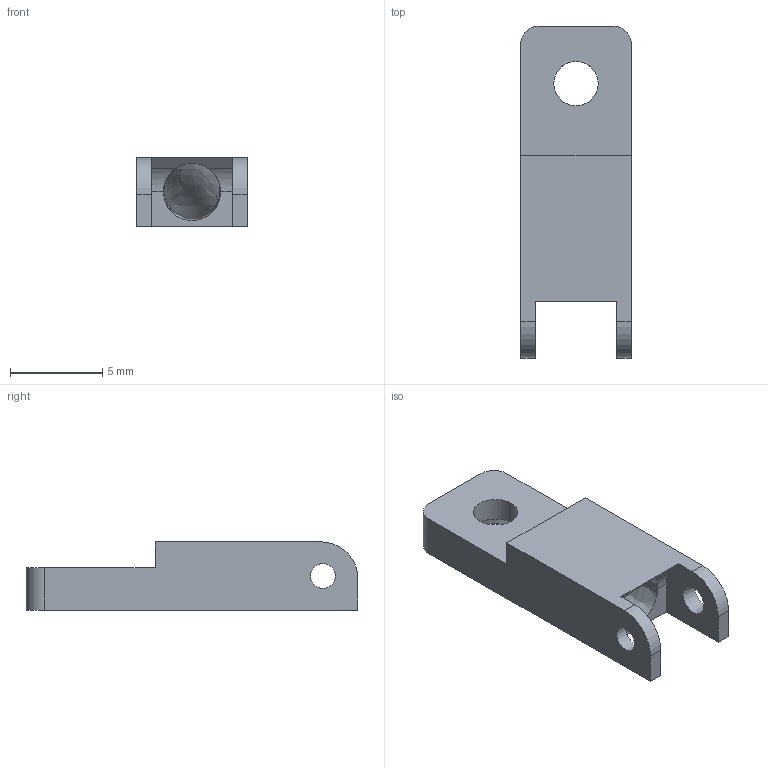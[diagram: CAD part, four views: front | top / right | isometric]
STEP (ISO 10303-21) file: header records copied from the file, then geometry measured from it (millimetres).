
FILE_DESCRIPTION(/* description */ (''),/* implementation_level */ '2;1');
FILE_NAME(/* name */ 'Drag Chain Termination (Base).step',/* time_stamp */ '2023-01-05T12:20:48-06:00',/* author */ (''),/* organization */ (''),/* preprocessor_version */ 'ST-DEVELOPER v19.2',/* originating_system */ 'Autodesk Translation Framework v11.17.0.187',/* authorisation */ '');
FILE_SCHEMA (('AUTOMOTIVE_DESIGN { 1 0 10303 214 3 1 1 }'));
Length unit declared in the file: millimetre
Products named in the file (1): Drag Chain Termination (Base)
Bounding box: 6 x 18 x 3.7 mm (x, y, z)
Volume: 211.5 mm3; surface area: 411.5 mm2
Topology: 1 solids, 1 shells, 25 faces, 68 edges, 44 vertices
Faces by surface type: plane 13, cylinder 8, cone 3, bspline 1
Full cylindrical faces by diameter (mm): 2.4 x1
Entity records: 917 total; most frequent: CARTESIAN_POINT 218, ORIENTED_EDGE 136, DIRECTION 136, EDGE_CURVE 68, AXIS2_PLACEMENT_3D 46, LINE 44, VECTOR 44, VERTEX_POINT 44
